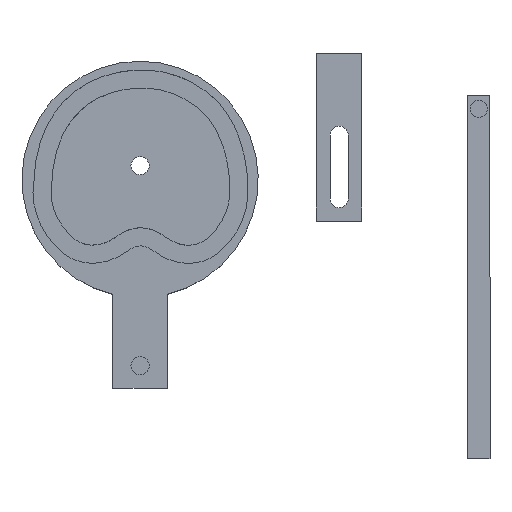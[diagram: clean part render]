
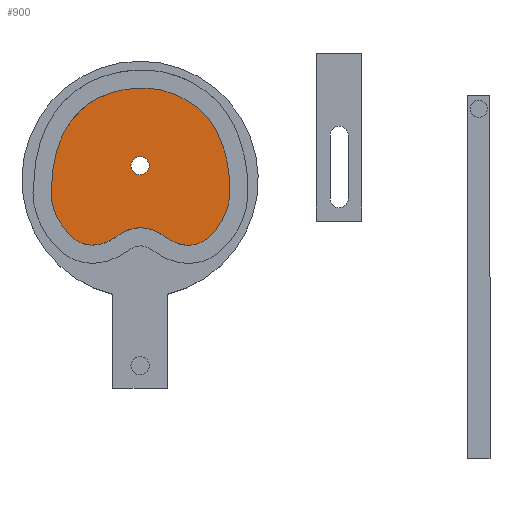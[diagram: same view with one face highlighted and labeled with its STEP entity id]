
A CAD part, top view. The second image highlights one B-rep face of the part: STEP entity #900.
In plain terms, the highlighted planar face has unit normal (0, 0, 1).
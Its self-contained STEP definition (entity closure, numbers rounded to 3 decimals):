
#90=B_SPLINE_CURVE_WITH_KNOTS('',3,(#1726,#1727,#1728,#1729,#1730,#1731,
#1732,#1733,#1734,#1735),.UNSPECIFIED.,.F.,.F.,(4,3,3,4),(0.,0.,
0.225,1.058),.UNSPECIFIED.);
#91=B_SPLINE_CURVE_WITH_KNOTS('',3,(#1753,#1754,#1755,#1756,#1757,#1758,
#1759,#1760),.UNSPECIFIED.,.F.,.F.,(4,2,2,4),(0.,0.764,1.221,
1.708),.UNSPECIFIED.);
#92=B_SPLINE_CURVE_WITH_KNOTS('',3,(#1777,#1778,#1779,#1780,#1781,#1782,
#1783),.UNSPECIFIED.,.F.,.F.,(4,3,4),(0.,0.086,1.279),
 .UNSPECIFIED.);
#93=B_SPLINE_CURVE_WITH_KNOTS('',3,(#1800,#1801,#1802,#1803,#1804,#1805,
#1806),.UNSPECIFIED.,.F.,.F.,(4,3,4),(0.,0.057,1.188),
 .UNSPECIFIED.);
#94=B_SPLINE_CURVE_WITH_KNOTS('',3,(#1829,#1830,#1831,#1832,#1833,#1834,
#1835,#1836,#1837,#1838),.UNSPECIFIED.,.F.,.F.,(4,3,3,4),(0.,0.369,
1.091,1.091),.UNSPECIFIED.);
#95=B_SPLINE_CURVE_WITH_KNOTS('',3,(#1867,#1868,#1869,#1870,#1871,#1872,
#1873,#1874,#1875,#1876,#1877,#1878,#1879),.UNSPECIFIED.,.F.,.F.,(4,3,3,
3,4),(0.,0.257,0.807,1.39,1.39),
 .UNSPECIFIED.);
#96=B_SPLINE_CURVE_WITH_KNOTS('',3,(#1902,#1903,#1904,#1905,#1906,#1907,
#1908,#1909,#1910,#1911),.UNSPECIFIED.,.F.,.F.,(4,3,3,4),(0.,0.334,
1.122,1.122),.UNSPECIFIED.);
#97=B_SPLINE_CURVE_WITH_KNOTS('',3,(#1934,#1935,#1936,#1937,#1938,#1939,
#1940,#1941,#1942,#1943),.UNSPECIFIED.,.F.,.F.,(4,3,3,4),(0.,0.123,
0.573,0.573),.UNSPECIFIED.);
#98=B_SPLINE_CURVE_WITH_KNOTS('',3,(#1960,#1961,#1962,#1963,#1964,#1965,
#1966),.UNSPECIFIED.,.F.,.F.,(4,3,4),(0.,0.943,0.943),
 .UNSPECIFIED.);
#99=B_SPLINE_CURVE_WITH_KNOTS('',3,(#1983,#1984,#1985,#1986,#1987,#1988,
#1989),.UNSPECIFIED.,.F.,.F.,(4,3,4),(0.,1.5,1.5),
 .UNSPECIFIED.);
#100=B_SPLINE_CURVE_WITH_KNOTS('',3,(#1998,#1999,#2000,#2001),
 .UNSPECIFIED.,.F.,.F.,(4,4),(0.,1.008),.UNSPECIFIED.);
#105=FACE_BOUND('',#224,.T.);
#117=PLANE('',#976);
#166=FACE_OUTER_BOUND('',#223,.T.);
#223=EDGE_LOOP('',(#765,#766,#767,#768,#769,#770,#771,#772,#773,#774,#775));
#224=EDGE_LOOP('',(#776));
#388=CIRCLE('',#968,2.);
#408=VERTEX_POINT('',#1209);
#444=VERTEX_POINT('',#1723);
#445=VERTEX_POINT('',#1725);
#446=VERTEX_POINT('',#1751);
#447=VERTEX_POINT('',#1775);
#448=VERTEX_POINT('',#1798);
#449=VERTEX_POINT('',#1827);
#450=VERTEX_POINT('',#1865);
#451=VERTEX_POINT('',#1900);
#452=VERTEX_POINT('',#1932);
#453=VERTEX_POINT('',#1958);
#454=VERTEX_POINT('',#1981);
#495=EDGE_CURVE('',#408,#408,#388,.T.);
#546=EDGE_CURVE('',#445,#444,#90,.T.);
#549=EDGE_CURVE('',#444,#446,#91,.T.);
#551=EDGE_CURVE('',#446,#447,#92,.T.);
#553=EDGE_CURVE('',#447,#448,#93,.T.);
#555=EDGE_CURVE('',#448,#449,#94,.T.);
#557=EDGE_CURVE('',#449,#450,#95,.T.);
#559=EDGE_CURVE('',#450,#451,#96,.T.);
#561=EDGE_CURVE('',#451,#452,#97,.T.);
#563=EDGE_CURVE('',#452,#453,#98,.T.);
#565=EDGE_CURVE('',#453,#454,#99,.T.);
#566=EDGE_CURVE('',#454,#445,#100,.T.);
#765=ORIENTED_EDGE('',*,*,#559,.T.);
#766=ORIENTED_EDGE('',*,*,#561,.T.);
#767=ORIENTED_EDGE('',*,*,#563,.T.);
#768=ORIENTED_EDGE('',*,*,#565,.T.);
#769=ORIENTED_EDGE('',*,*,#566,.T.);
#770=ORIENTED_EDGE('',*,*,#546,.T.);
#771=ORIENTED_EDGE('',*,*,#549,.T.);
#772=ORIENTED_EDGE('',*,*,#551,.T.);
#773=ORIENTED_EDGE('',*,*,#553,.T.);
#774=ORIENTED_EDGE('',*,*,#555,.T.);
#775=ORIENTED_EDGE('',*,*,#557,.T.);
#776=ORIENTED_EDGE('',*,*,#495,.T.);
#900=ADVANCED_FACE('',(#166,#105),#117,.T.);
#968=AXIS2_PLACEMENT_3D('',#1211,#1039,#1040);
#976=AXIS2_PLACEMENT_3D('',#2003,#1080,#1081);
#1039=DIRECTION('center_axis',(0.,0.,-1.));
#1040=DIRECTION('ref_axis',(1.,0.,0.));
#1080=DIRECTION('center_axis',(0.,0.,1.));
#1081=DIRECTION('ref_axis',(1.,0.,0.));
#1209=CARTESIAN_POINT('',(-2.,3.,10.));
#1211=CARTESIAN_POINT('Origin',(0.,3.,10.));
#1723=CARTESIAN_POINT('',(-3.987,19.659,10.));
#1725=CARTESIAN_POINT('',(12.143,16.138,10.));
#1726=CARTESIAN_POINT('Ctrl Pts',(12.143,16.138,10.));
#1727=CARTESIAN_POINT('Ctrl Pts',(12.143,16.138,10.));
#1728=CARTESIAN_POINT('Ctrl Pts',(12.143,16.138,10.));
#1729=CARTESIAN_POINT('Ctrl Pts',(12.143,16.138,10.));
#1730=CARTESIAN_POINT('Ctrl Pts',(11.11,16.905,10.));
#1731=CARTESIAN_POINT('Ctrl Pts',(10.056,17.555,10.));
#1732=CARTESIAN_POINT('Ctrl Pts',(8.982,18.093,10.));
#1733=CARTESIAN_POINT('Ctrl Pts',(4.994,20.091,10.));
#1734=CARTESIAN_POINT('Ctrl Pts',(0.718,20.6,10.));
#1735=CARTESIAN_POINT('Ctrl Pts',(-3.987,19.659,10.));
#1751=CARTESIAN_POINT('',(-17.013,9.794,10.));
#1753=CARTESIAN_POINT('Ctrl Pts',(-3.987,19.659,10.));
#1754=CARTESIAN_POINT('Ctrl Pts',(-6.486,19.16,10.));
#1755=CARTESIAN_POINT('Ctrl Pts',(-8.869,18.273,10.));
#1756=CARTESIAN_POINT('Ctrl Pts',(-12.257,16.013,10.));
#1757=CARTESIAN_POINT('Ctrl Pts',(-13.382,15.011,10.));
#1758=CARTESIAN_POINT('Ctrl Pts',(-15.431,12.622,10.));
#1759=CARTESIAN_POINT('Ctrl Pts',(-16.3,11.253,10.));
#1760=CARTESIAN_POINT('Ctrl Pts',(-17.013,9.794,10.));
#1775=CARTESIAN_POINT('',(-19.568,-2.971,10.));
#1777=CARTESIAN_POINT('Ctrl Pts',(-17.013,9.794,10.));
#1778=CARTESIAN_POINT('Ctrl Pts',(-17.134,9.546,10.));
#1779=CARTESIAN_POINT('Ctrl Pts',(-17.249,9.298,10.));
#1780=CARTESIAN_POINT('Ctrl Pts',(-17.359,9.048,10.));
#1781=CARTESIAN_POINT('Ctrl Pts',(-18.88,5.592,10.));
#1782=CARTESIAN_POINT('Ctrl Pts',(-19.435,1.783,10.));
#1783=CARTESIAN_POINT('Ctrl Pts',(-19.568,-2.971,10.));
#1798=CARTESIAN_POINT('',(-14.322,-13.176,10.));
#1800=CARTESIAN_POINT('Ctrl Pts',(-19.568,-2.971,10.));
#1801=CARTESIAN_POINT('Ctrl Pts',(-19.564,-3.148,10.));
#1802=CARTESIAN_POINT('Ctrl Pts',(-19.556,-3.324,10.));
#1803=CARTESIAN_POINT('Ctrl Pts',(-19.545,-3.5,10.));
#1804=CARTESIAN_POINT('Ctrl Pts',(-19.321,-7.009,10.));
#1805=CARTESIAN_POINT('Ctrl Pts',(-17.677,-10.408,10.));
#1806=CARTESIAN_POINT('Ctrl Pts',(-14.322,-13.176,10.));
#1827=CARTESIAN_POINT('',(-5.385,-12.698,10.));
#1829=CARTESIAN_POINT('Ctrl Pts',(-14.322,-13.176,10.));
#1830=CARTESIAN_POINT('Ctrl Pts',(-13.579,-13.789,10.));
#1831=CARTESIAN_POINT('Ctrl Pts',(-12.698,-14.182,10.));
#1832=CARTESIAN_POINT('Ctrl Pts',(-11.71,-14.36,10.));
#1833=CARTESIAN_POINT('Ctrl Pts',(-9.772,-14.708,10.));
#1834=CARTESIAN_POINT('Ctrl Pts',(-7.417,-14.178,10.));
#1835=CARTESIAN_POINT('Ctrl Pts',(-5.386,-12.699,10.));
#1836=CARTESIAN_POINT('Ctrl Pts',(-5.385,-12.699,10.));
#1837=CARTESIAN_POINT('Ctrl Pts',(-5.385,-12.699,10.));
#1838=CARTESIAN_POINT('Ctrl Pts',(-5.385,-12.698,10.));
#1865=CARTESIAN_POINT('',(5.623,-12.697,10.));
#1867=CARTESIAN_POINT('Ctrl Pts',(-5.385,-12.698,10.));
#1868=CARTESIAN_POINT('Ctrl Pts',(-4.742,-12.231,10.));
#1869=CARTESIAN_POINT('Ctrl Pts',(-4.099,-11.831,10.));
#1870=CARTESIAN_POINT('Ctrl Pts',(-3.437,-11.51,10.));
#1871=CARTESIAN_POINT('Ctrl Pts',(-2.022,-10.821,10.));
#1872=CARTESIAN_POINT('Ctrl Pts',(-0.485,-10.511,
10.));
#1873=CARTESIAN_POINT('Ctrl Pts',(1.029,-10.708,10.));
#1874=CARTESIAN_POINT('Ctrl Pts',(2.635,-10.916,10.));
#1875=CARTESIAN_POINT('Ctrl Pts',(4.137,-11.639,10.));
#1876=CARTESIAN_POINT('Ctrl Pts',(5.623,-12.696,10.));
#1877=CARTESIAN_POINT('Ctrl Pts',(5.623,-12.696,10.));
#1878=CARTESIAN_POINT('Ctrl Pts',(5.623,-12.697,10.));
#1879=CARTESIAN_POINT('Ctrl Pts',(5.623,-12.697,10.));
#1900=CARTESIAN_POINT('',(12.404,-14.247,10.));
#1902=CARTESIAN_POINT('Ctrl Pts',(5.623,-12.697,10.));
#1903=CARTESIAN_POINT('Ctrl Pts',(6.282,-13.165,10.));
#1904=CARTESIAN_POINT('Ctrl Pts',(6.941,-13.544,10.));
#1905=CARTESIAN_POINT('Ctrl Pts',(7.597,-13.828,10.));
#1906=CARTESIAN_POINT('Ctrl Pts',(9.148,-14.501,10.));
#1907=CARTESIAN_POINT('Ctrl Pts',(10.655,-14.684,10.));
#1908=CARTESIAN_POINT('Ctrl Pts',(12.403,-14.247,10.));
#1909=CARTESIAN_POINT('Ctrl Pts',(12.404,-14.247,10.));
#1910=CARTESIAN_POINT('Ctrl Pts',(12.404,-14.247,10.));
#1911=CARTESIAN_POINT('Ctrl Pts',(12.404,-14.247,10.));
#1932=CARTESIAN_POINT('',(16.577,-11.178,10.));
#1934=CARTESIAN_POINT('Ctrl Pts',(12.404,-14.247,10.));
#1935=CARTESIAN_POINT('Ctrl Pts',(12.751,-14.16,10.));
#1936=CARTESIAN_POINT('Ctrl Pts',(13.076,-14.044,10.));
#1937=CARTESIAN_POINT('Ctrl Pts',(13.389,-13.899,10.));
#1938=CARTESIAN_POINT('Ctrl Pts',(14.538,-13.366,10.));
#1939=CARTESIAN_POINT('Ctrl Pts',(15.566,-12.414,10.));
#1940=CARTESIAN_POINT('Ctrl Pts',(16.577,-11.178,10.));
#1941=CARTESIAN_POINT('Ctrl Pts',(16.577,-11.178,10.));
#1942=CARTESIAN_POINT('Ctrl Pts',(16.577,-11.178,10.));
#1943=CARTESIAN_POINT('Ctrl Pts',(16.577,-11.178,10.));
#1958=CARTESIAN_POINT('',(19.708,-3.722,10.));
#1960=CARTESIAN_POINT('Ctrl Pts',(16.577,-11.178,10.));
#1961=CARTESIAN_POINT('Ctrl Pts',(18.425,-8.917,10.));
#1962=CARTESIAN_POINT('Ctrl Pts',(19.542,-6.463,10.));
#1963=CARTESIAN_POINT('Ctrl Pts',(19.708,-3.722,10.));
#1964=CARTESIAN_POINT('Ctrl Pts',(19.708,-3.722,10.));
#1965=CARTESIAN_POINT('Ctrl Pts',(19.708,-3.722,10.));
#1966=CARTESIAN_POINT('Ctrl Pts',(19.708,-3.722,10.));
#1981=CARTESIAN_POINT('',(17.945,8.143,10.));
#1983=CARTESIAN_POINT('Ctrl Pts',(19.708,-3.722,10.));
#1984=CARTESIAN_POINT('Ctrl Pts',(19.953,0.322,10.));
#1985=CARTESIAN_POINT('Ctrl Pts',(19.343,4.281,10.));
#1986=CARTESIAN_POINT('Ctrl Pts',(17.945,8.143,10.));
#1987=CARTESIAN_POINT('Ctrl Pts',(17.945,8.143,10.));
#1988=CARTESIAN_POINT('Ctrl Pts',(17.945,8.143,10.));
#1989=CARTESIAN_POINT('Ctrl Pts',(17.945,8.143,10.));
#1998=CARTESIAN_POINT('Ctrl Pts',(17.945,8.143,10.));
#1999=CARTESIAN_POINT('Ctrl Pts',(16.753,11.435,10.));
#2000=CARTESIAN_POINT('Ctrl Pts',(14.86,14.122,10.));
#2001=CARTESIAN_POINT('Ctrl Pts',(12.143,16.138,10.));
#2003=CARTESIAN_POINT('Origin',(0.,-10.,10.));
